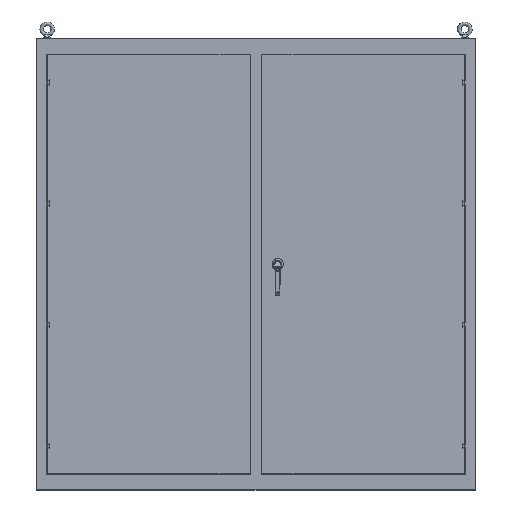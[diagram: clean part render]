
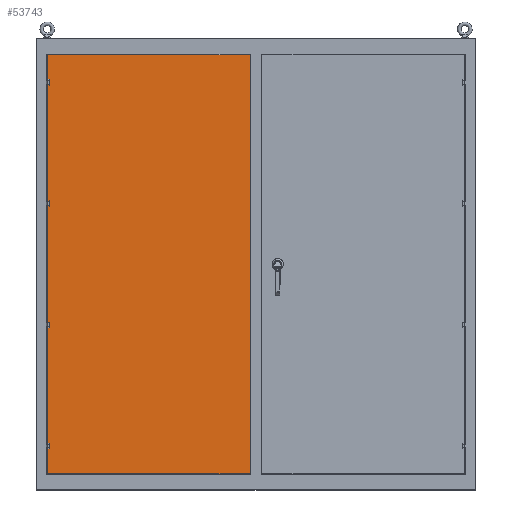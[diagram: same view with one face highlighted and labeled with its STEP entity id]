
A CAD part, top view. The second image highlights one B-rep face of the part: STEP entity #53743.
In plain terms, the highlighted planar face has unit normal (0, 0, 1).
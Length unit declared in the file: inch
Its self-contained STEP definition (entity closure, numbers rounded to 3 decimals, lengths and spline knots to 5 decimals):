
#11824 = VECTOR ( 'NONE', #35606, 39.37008 ) ;
#13203 = PLANE ( 'NONE',  #233847 ) ;
#35606 = DIRECTION ( 'NONE',  ( -1., 0., 0. ) ) ;
#35743 = ORIENTED_EDGE ( 'NONE', *, *, #198101, .F. ) ;
#41446 = VERTEX_POINT ( 'NONE', #155061 ) ;
#52382 = EDGE_CURVE ( 'NONE', #75377, #41446, #96146, .T. ) ;
#53743 = ADVANCED_FACE ( 'NONE', ( #67449 ), #13203, .F. ) ;
#60399 = VECTOR ( 'NONE', #76758, 39.37008 ) ;
#66853 = LINE ( 'NONE', #222995, #155054 ) ;
#67449 = FACE_OUTER_BOUND ( 'NONE', #176346, .T. ) ;
#71700 = CARTESIAN_POINT ( 'NONE',  ( -1.0375, -37.15, 10.058 ) ) ;
#75377 = VERTEX_POINT ( 'NONE', #113431 ) ;
#76758 = DIRECTION ( 'NONE',  ( 0., 1., 0. ) ) ;
#84974 = ORIENTED_EDGE ( 'NONE', *, *, #96150, .F. ) ;
#89033 = VERTEX_POINT ( 'NONE', #223563 ) ;
#91860 = DIRECTION ( 'NONE',  ( 0., 0., -1. ) ) ;
#96075 = VECTOR ( 'NONE', #232277, 39.37008 ) ;
#96146 = LINE ( 'NONE', #253515, #60399 ) ;
#96150 = EDGE_CURVE ( 'NONE', #97284, #75377, #211073, .T. ) ;
#97284 = VERTEX_POINT ( 'NONE', #71700 ) ;
#113431 = CARTESIAN_POINT ( 'NONE',  ( -37.0249, -37.15, 10.058 ) ) ;
#124955 = DIRECTION ( 'NONE',  ( 1., 0., 0. ) ) ;
#153371 = ORIENTED_EDGE ( 'NONE', *, *, #160037, .F. ) ;
#153627 = CARTESIAN_POINT ( 'NONE',  ( -1.0375, 0., 10.058 ) ) ;
#155054 = VECTOR ( 'NONE', #124955, 39.37008 ) ;
#155061 = CARTESIAN_POINT ( 'NONE',  ( -37.0249, 37.15, 10.058 ) ) ;
#160037 = EDGE_CURVE ( 'NONE', #89033, #97284, #229754, .T. ) ;
#162734 = ORIENTED_EDGE ( 'NONE', *, *, #52382, .F. ) ;
#168112 = DIRECTION ( 'NONE',  ( -1., 0., 0. ) ) ;
#176346 = EDGE_LOOP ( 'NONE', ( #153371, #35743, #162734, #84974 ) ) ;
#186187 = CARTESIAN_POINT ( 'NONE',  ( -19.0312, 0., 10.058 ) ) ;
#198101 = EDGE_CURVE ( 'NONE', #41446, #89033, #66853, .T. ) ;
#211073 = LINE ( 'NONE', #232978, #11824 ) ;
#222995 = CARTESIAN_POINT ( 'NONE',  ( -19.0312, 37.15, 10.058 ) ) ;
#223563 = CARTESIAN_POINT ( 'NONE',  ( -1.0375, 37.15, 10.058 ) ) ;
#229754 = LINE ( 'NONE', #153627, #96075 ) ;
#232277 = DIRECTION ( 'NONE',  ( 0., -1., 0. ) ) ;
#232978 = CARTESIAN_POINT ( 'NONE',  ( -19.0312, -37.15, 10.058 ) ) ;
#233847 = AXIS2_PLACEMENT_3D ( 'NONE', #186187, #91860, #168112 ) ;
#253515 = CARTESIAN_POINT ( 'NONE',  ( -37.0249, 0., 10.058 ) ) ;
